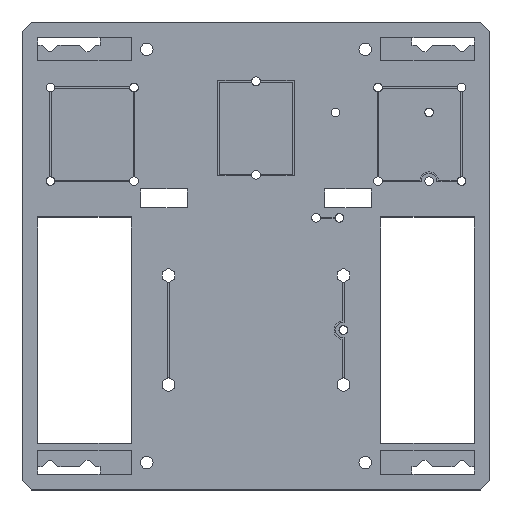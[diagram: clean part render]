
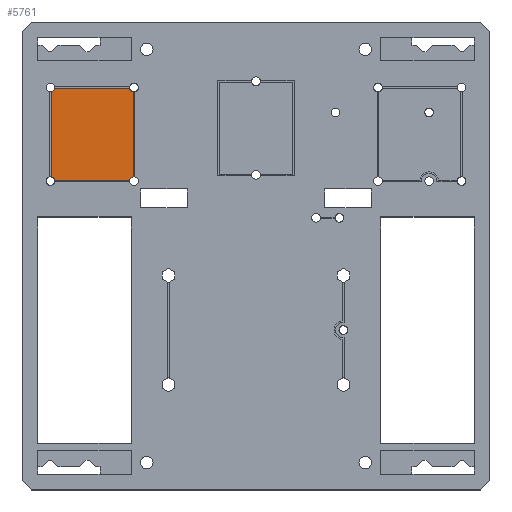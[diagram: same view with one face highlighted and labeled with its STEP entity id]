
A CAD part, top view. The second image highlights one B-rep face of the part: STEP entity #5761.
In plain terms, the highlighted planar face has unit normal (0, 0, 1).
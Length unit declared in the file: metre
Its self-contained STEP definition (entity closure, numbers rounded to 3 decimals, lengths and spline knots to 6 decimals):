
#69=CIRCLE('',#6096,0.0014);
#70=CIRCLE('',#6097,0.0014);
#71=CIRCLE('',#6098,0.0014);
#72=CIRCLE('',#6099,0.0014);
#386=ORIENTED_EDGE('',*,*,#2020,.F.);
#387=ORIENTED_EDGE('',*,*,#2021,.T.);
#388=ORIENTED_EDGE('',*,*,#2022,.F.);
#389=ORIENTED_EDGE('',*,*,#2023,.F.);
#390=ORIENTED_EDGE('',*,*,#2024,.F.);
#391=ORIENTED_EDGE('',*,*,#2025,.T.);
#392=ORIENTED_EDGE('',*,*,#2026,.F.);
#393=ORIENTED_EDGE('',*,*,#2027,.F.);
#2020=EDGE_CURVE('',#2825,#2826,#69,.T.);
#2021=EDGE_CURVE('',#2825,#2827,#3391,.T.);
#2022=EDGE_CURVE('',#2828,#2827,#70,.T.);
#2023=EDGE_CURVE('',#2829,#2828,#3392,.T.);
#2024=EDGE_CURVE('',#2830,#2829,#71,.T.);
#2025=EDGE_CURVE('',#2830,#2831,#3393,.T.);
#2026=EDGE_CURVE('',#2832,#2831,#72,.T.);
#2027=EDGE_CURVE('',#2826,#2832,#3394,.T.);
#2825=VERTEX_POINT('',#8408);
#2826=VERTEX_POINT('',#8409);
#2827=VERTEX_POINT('',#8411);
#2828=VERTEX_POINT('',#8413);
#2829=VERTEX_POINT('',#8415);
#2830=VERTEX_POINT('',#8417);
#2831=VERTEX_POINT('',#8419);
#2832=VERTEX_POINT('',#8421);
#3391=LINE('',#8410,#4115);
#3392=LINE('',#8414,#4116);
#3393=LINE('',#8418,#4117);
#3394=LINE('',#8422,#4118);
#4115=VECTOR('',#6741,1.);
#4116=VECTOR('',#6744,1.);
#4117=VECTOR('',#6747,1.);
#4118=VECTOR('',#6750,1.);
#4708=EDGE_LOOP('',(#386,#387,#388,#389,#390,#391,#392,#393));
#5118=FACE_BOUND('',#4708,.T.);
#5497=PLANE('',#6095);
#5761=ADVANCED_FACE('',(#5118),#5497,.T.);
#6095=AXIS2_PLACEMENT_3D('',#8406,#6737,#6738);
#6096=AXIS2_PLACEMENT_3D('',#8407,#6739,#6740);
#6097=AXIS2_PLACEMENT_3D('',#8412,#6742,#6743);
#6098=AXIS2_PLACEMENT_3D('',#8416,#6745,#6746);
#6099=AXIS2_PLACEMENT_3D('',#8420,#6748,#6749);
#6737=DIRECTION('',(0.,0.,1.));
#6738=DIRECTION('',(1.,0.,0.));
#6739=DIRECTION('',(0.,0.,1.));
#6740=DIRECTION('',(1.,0.,0.));
#6741=DIRECTION('',(0.,1.,0.));
#6742=DIRECTION('',(0.,0.,1.));
#6743=DIRECTION('',(1.,0.,0.));
#6744=DIRECTION('',(1.,0.,0.));
#6745=DIRECTION('',(0.,0.,1.));
#6746=DIRECTION('',(1.,0.,0.));
#6747=DIRECTION('',(0.,-1.,0.));
#6748=DIRECTION('',(0.,0.,1.));
#6749=DIRECTION('',(1.,0.,0.));
#6750=DIRECTION('',(-1.,0.,0.));
#8406=CARTESIAN_POINT('',(0.,0.,0.002));
#8407=CARTESIAN_POINT('',(-0.0391,0.024,0.002));
#8408=CARTESIAN_POINT('',(-0.03935,0.025377,0.002));
#8409=CARTESIAN_POINT('',(-0.040477,0.02425,0.002));
#8410=CARTESIAN_POINT('',(-0.03935,0.039,0.002));
#8411=CARTESIAN_POINT('',(-0.03935,0.052623,0.002));
#8412=CARTESIAN_POINT('',(-0.0391,0.054,0.002));
#8413=CARTESIAN_POINT('',(-0.040477,0.05375,0.002));
#8414=CARTESIAN_POINT('',(-0.0525,0.05375,0.002));
#8415=CARTESIAN_POINT('',(-0.064523,0.05375,0.002));
#8416=CARTESIAN_POINT('',(-0.0659,0.054,0.002));
#8417=CARTESIAN_POINT('',(-0.06565,0.052623,0.002));
#8418=CARTESIAN_POINT('',(-0.06565,0.039,0.002));
#8419=CARTESIAN_POINT('',(-0.06565,0.025377,0.002));
#8420=CARTESIAN_POINT('',(-0.0659,0.024,0.002));
#8421=CARTESIAN_POINT('',(-0.064523,0.02425,0.002));
#8422=CARTESIAN_POINT('',(-0.0525,0.02425,0.002));
